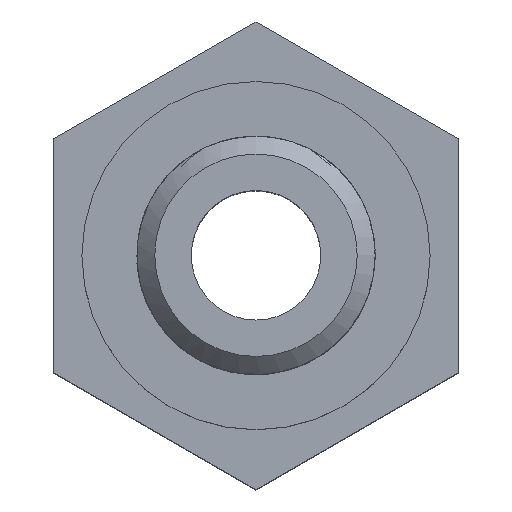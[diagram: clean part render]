
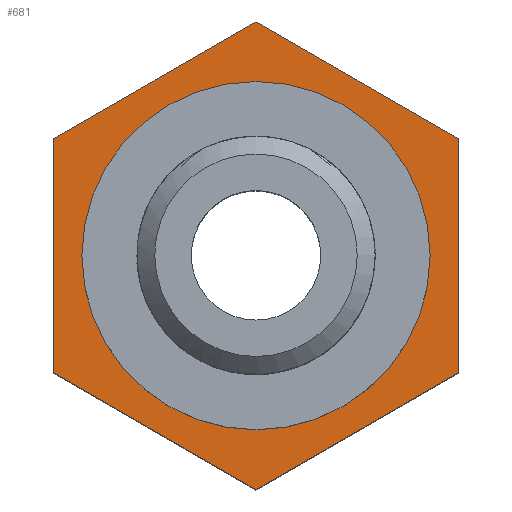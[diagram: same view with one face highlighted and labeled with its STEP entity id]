
A CAD part, top view. The second image highlights one B-rep face of the part: STEP entity #681.
In plain terms, the highlighted planar face has unit normal (0, 0, 1).
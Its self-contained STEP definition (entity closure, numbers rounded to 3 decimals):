
#21=FACE_BOUND('',#115,.T.);
#31=PLANE('',#748);
#67=FACE_OUTER_BOUND('',#114,.T.);
#114=EDGE_LOOP('',(#526,#527,#528,#529,#530,#531));
#115=EDGE_LOOP('',(#532));
#160=CIRCLE('',#749,4.3);
#216=LINE('',#1997,#258);
#217=LINE('',#1999,#259);
#218=LINE('',#2001,#260);
#219=LINE('',#2003,#261);
#220=LINE('',#2005,#262);
#221=LINE('',#2006,#263);
#258=VECTOR('',#856,5.774);
#259=VECTOR('',#857,5.774);
#260=VECTOR('',#858,5.774);
#261=VECTOR('',#859,5.774);
#262=VECTOR('',#860,5.774);
#263=VECTOR('',#861,5.774);
#322=VERTEX_POINT('',#1995);
#323=VERTEX_POINT('',#1996);
#324=VERTEX_POINT('',#1998);
#325=VERTEX_POINT('',#2000);
#326=VERTEX_POINT('',#2002);
#327=VERTEX_POINT('',#2004);
#328=VERTEX_POINT('',#2007);
#397=EDGE_CURVE('',#322,#323,#216,.T.);
#398=EDGE_CURVE('',#323,#324,#217,.T.);
#399=EDGE_CURVE('',#324,#325,#218,.T.);
#400=EDGE_CURVE('',#325,#326,#219,.T.);
#401=EDGE_CURVE('',#326,#327,#220,.T.);
#402=EDGE_CURVE('',#327,#322,#221,.T.);
#403=EDGE_CURVE('',#328,#328,#160,.F.);
#526=ORIENTED_EDGE('',*,*,#397,.T.);
#527=ORIENTED_EDGE('',*,*,#398,.T.);
#528=ORIENTED_EDGE('',*,*,#399,.T.);
#529=ORIENTED_EDGE('',*,*,#400,.T.);
#530=ORIENTED_EDGE('',*,*,#401,.T.);
#531=ORIENTED_EDGE('',*,*,#402,.T.);
#532=ORIENTED_EDGE('',*,*,#403,.T.);
#681=ADVANCED_FACE('',(#67,#21),#31,.T.);
#748=AXIS2_PLACEMENT_3D('',#1994,#854,#855);
#749=AXIS2_PLACEMENT_3D('',#2008,#862,#863);
#854=DIRECTION('center_axis',(0.,0.,1.));
#855=DIRECTION('ref_axis',(1.,0.,0.));
#856=DIRECTION('',(-0.866,0.5,0.));
#857=DIRECTION('',(-0.866,-0.5,0.));
#858=DIRECTION('',(0.,-1.,0.));
#859=DIRECTION('',(0.866,-0.5,0.));
#860=DIRECTION('',(0.866,0.5,0.));
#861=DIRECTION('',(0.,1.,0.));
#862=DIRECTION('center_axis',(0.,0.,1.));
#863=DIRECTION('ref_axis',(1.,0.,0.));
#1994=CARTESIAN_POINT('Origin',(0.,0.,7.));
#1995=CARTESIAN_POINT('',(5.,2.887,7.));
#1996=CARTESIAN_POINT('',(0.,5.774,7.));
#1997=CARTESIAN_POINT('',(5.,2.887,7.));
#1998=CARTESIAN_POINT('',(-5.,2.887,7.));
#1999=CARTESIAN_POINT('',(0.,5.774,7.));
#2000=CARTESIAN_POINT('',(-5.,-2.887,7.));
#2001=CARTESIAN_POINT('',(-5.,2.887,7.));
#2002=CARTESIAN_POINT('',(0.,-5.774,7.));
#2003=CARTESIAN_POINT('',(-5.,-2.887,7.));
#2004=CARTESIAN_POINT('',(5.,-2.887,7.));
#2005=CARTESIAN_POINT('',(0.,-5.774,7.));
#2006=CARTESIAN_POINT('',(5.,-2.887,7.));
#2007=CARTESIAN_POINT('',(4.3,0.,7.));
#2008=CARTESIAN_POINT('Origin',(0.,0.,7.));
